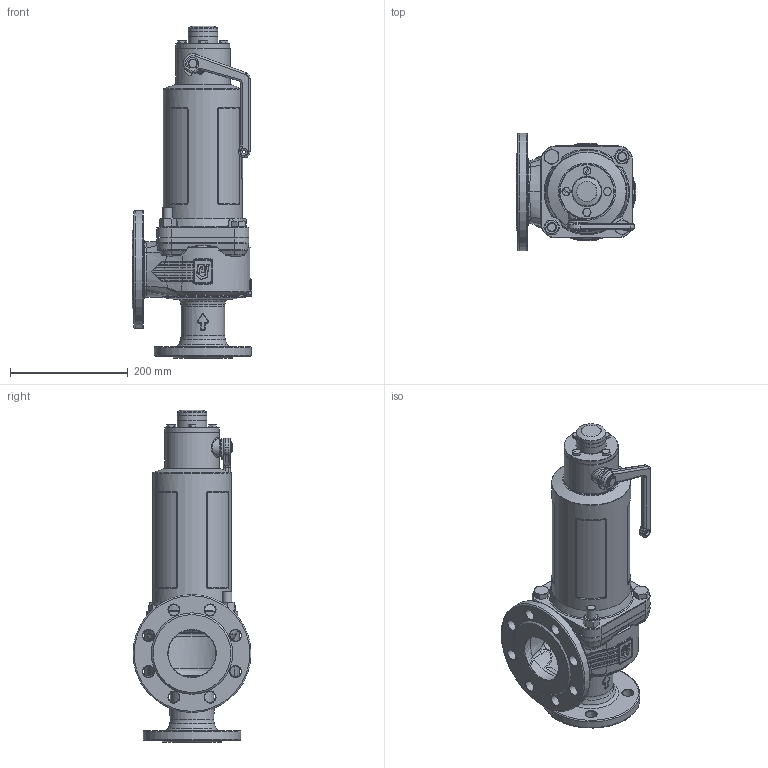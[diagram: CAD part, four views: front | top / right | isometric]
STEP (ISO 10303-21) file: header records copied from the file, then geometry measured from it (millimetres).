
FILE_DESCRIPTION(('HOOPS Exchange Step'),'2;1');
FILE_NAME('SF0610_DN50_50-80.stp','2025-06-27T13:26:28+02:00',('nieru'),('Unknown organisation'),'HOOPS Exchange 2024.2','HOOPS Exchange','Unknown authorisation');
FILE_SCHEMA( ('AP203_CONFIGURATION_CONTROLLED_3D_DESIGN_OF_MECHANICAL_PARTS_AND_ASSEMBLIES_MIM_LF') );
Length unit declared in the file: millimetre
Products named in the file (2): 0; root
Assembly tree (1 placements, depth 2):
  root
    0
Bounding box: 203.1 x 200 x 563 mm (x, y, z)
Volume: 6018331.3 mm3; surface area: 549706.9 mm2
Topology: 20 solids, 20 shells, 1551 faces, 3815 edges, 2306 vertices
Faces by surface type: bspline 587, cylinder 352, plane 311, torus 173, cone 121, sphere 7
Full cylindrical faces by diameter (mm): 2 x2, 3 x1, 4.9 x1, 6 x1, 10 x2, 11.6 x4, 12.2 x1, 13.2 x2, 13.835 x2, 15.2 x1, 16 x4, 19 x12, 21.5 x1, 22 x1, 22.49 x2, 47.8 x1, 50 x3, 52.772 x1, 53 x1, 72.267 x1, 74 x1, 92 x2, 120 x1, 134 x1, 145 x1, 165 x1, 200 x1
Entity records: 106370 total; most frequent: CARTESIAN_POINT 74248, ORIENTED_EDGE 7514, DIRECTION 5325, EDGE_CURVE 3757, VERTEX_POINT 2306, AXIS2_PLACEMENT_3D 2170, EDGE_LOOP 1655, FACE_BOUND 1655
